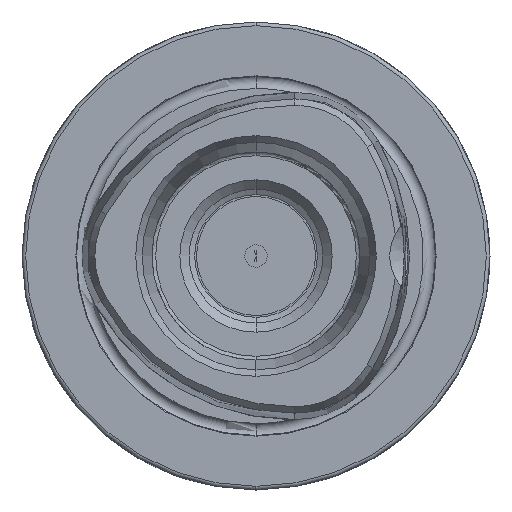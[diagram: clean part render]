
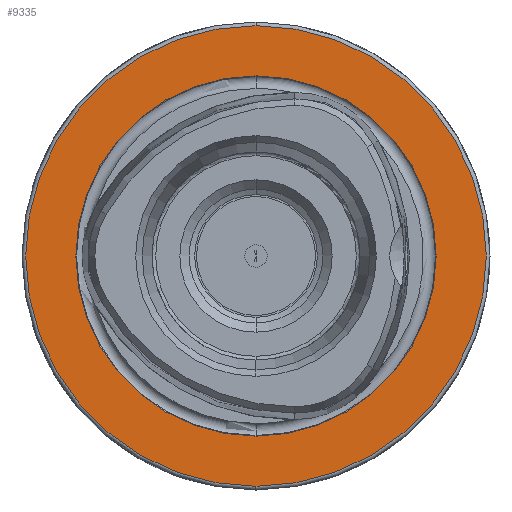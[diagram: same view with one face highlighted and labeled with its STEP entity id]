
A CAD part, left-side view. The second image highlights one B-rep face of the part: STEP entity #9335.
In plain terms, the highlighted planar face has unit normal (-1, 0, 0).
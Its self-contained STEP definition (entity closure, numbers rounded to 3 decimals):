
#88 = CIRCLE ( 'NONE', #6219, 31. ) ;
#89 = CIRCLE ( 'NONE', #6220, 24.25 ) ;
#2006 = CARTESIAN_POINT ( 'NONE',  ( 0., 0., 0. ) ) ;
#2007 = DIRECTION ( 'NONE',  ( -1., 0., 0. ) ) ;
#2008 = DIRECTION ( 'NONE',  ( 0., 0., 1. ) ) ;
#2011 = CARTESIAN_POINT ( 'NONE',  ( 0., 0., 0. ) ) ;
#2012 = DIRECTION ( 'NONE',  ( -1., 0., 0. ) ) ;
#2013 = DIRECTION ( 'NONE',  ( 0., 0., 1. ) ) ;
#5080 = EDGE_CURVE ( 'NONE', #7197, #7198, #7740, .T. ) ;
#5085 = EDGE_CURVE ( 'NONE', #7200, #7201, #7747, .T. ) ;
#5569 = EDGE_CURVE ( 'NONE', #7201, #7200, #88, .T. ) ;
#5570 = EDGE_CURVE ( 'NONE', #7198, #7197, #89, .T. ) ;
#6059 = AXIS2_PLACEMENT_3D ( 'NONE', #8497, #8498, #8499 ) ;
#6062 = AXIS2_PLACEMENT_3D ( 'NONE', #8506, #8507, #8508 ) ;
#6219 = AXIS2_PLACEMENT_3D ( 'NONE', #2006, #2007, #2008 ) ;
#6220 = AXIS2_PLACEMENT_3D ( 'NONE', #2011, #2012, #2013 ) ;
#6687 = AXIS2_PLACEMENT_3D ( 'NONE', #12453, #12454, #12455 ) ;
#7197 = VERTEX_POINT ( 'NONE', #10543 ) ;
#7198 = VERTEX_POINT ( 'NONE', #10544 ) ;
#7200 = VERTEX_POINT ( 'NONE', #10546 ) ;
#7201 = VERTEX_POINT ( 'NONE', #10547 ) ;
#7489 = ORIENTED_EDGE ( 'NONE', *, *, #5569, .T. ) ;
#7490 = ORIENTED_EDGE ( 'NONE', *, *, #5085, .T. ) ;
#7740 = CIRCLE ( 'NONE', #6059, 24.25 ) ;
#7747 = CIRCLE ( 'NONE', #6062, 31. ) ;
#8497 = CARTESIAN_POINT ( 'NONE',  ( 0., 0., 0. ) ) ;
#8498 = DIRECTION ( 'NONE',  ( -1., 0., 0. ) ) ;
#8499 = DIRECTION ( 'NONE',  ( 0., 0., 1. ) ) ;
#8506 = CARTESIAN_POINT ( 'NONE',  ( 0., 0., 0. ) ) ;
#8507 = DIRECTION ( 'NONE',  ( -1., 0., 0. ) ) ;
#8508 = DIRECTION ( 'NONE',  ( 0., 0., 1. ) ) ;
#9335 = ADVANCED_FACE ( 'NONE', ( #11772, #11774 ), #12446, .F. ) ;
#10543 = CARTESIAN_POINT ( 'NONE',  ( 0., 0., -24.25 ) ) ;
#10544 = CARTESIAN_POINT ( 'NONE',  ( 0., 0., 24.25 ) ) ;
#10546 = CARTESIAN_POINT ( 'NONE',  ( 0., 0., 31. ) ) ;
#10547 = CARTESIAN_POINT ( 'NONE',  ( 0., 0., -31. ) ) ;
#11772 = FACE_BOUND ( 'NONE', #15057, .T. ) ;
#11774 = FACE_OUTER_BOUND ( 'NONE', #15055, .T. ) ;
#12446 = PLANE ( 'NONE',  #6687 ) ;
#12453 = CARTESIAN_POINT ( 'NONE',  ( 0., 24.25, 0. ) ) ;
#12454 = DIRECTION ( 'NONE',  ( 1., 0., 0. ) ) ;
#12455 = DIRECTION ( 'NONE',  ( 0., 0., -1. ) ) ;
#14413 = ORIENTED_EDGE ( 'NONE', *, *, #5570, .F. ) ;
#14414 = ORIENTED_EDGE ( 'NONE', *, *, #5080, .F. ) ;
#15055 = EDGE_LOOP ( 'NONE', ( #7490, #7489 ) ) ;
#15057 = EDGE_LOOP ( 'NONE', ( #14413, #14414 ) ) ;
